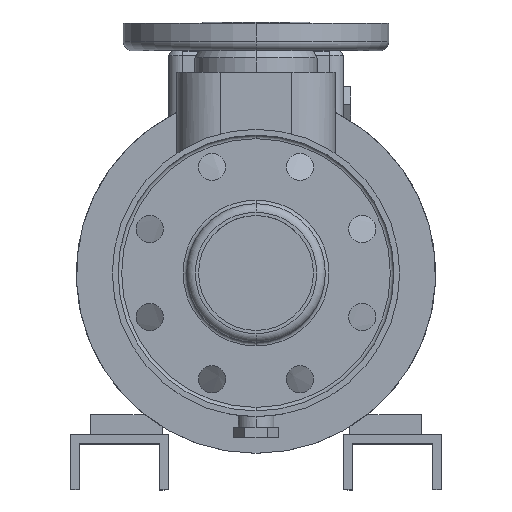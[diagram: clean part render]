
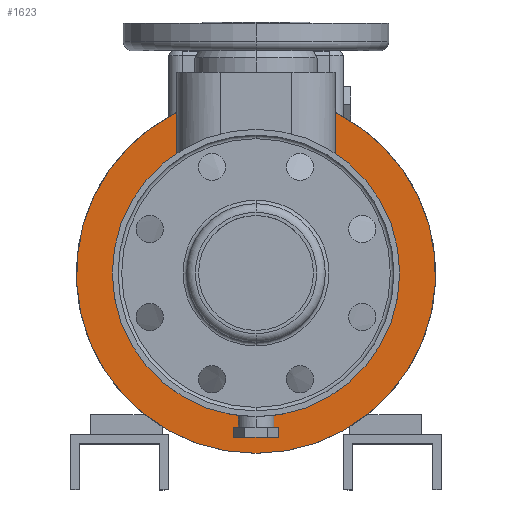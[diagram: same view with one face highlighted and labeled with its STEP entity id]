
A CAD part, top view. The second image highlights one B-rep face of the part: STEP entity #1623.
In plain terms, the highlighted planar face has unit normal (0, 0, 1).
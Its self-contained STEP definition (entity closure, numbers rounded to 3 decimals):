
#8 = CARTESIAN_POINT ( 'NONE',  ( 55., -125.002, -58. ) ) ;
#226 = DIRECTION ( 'NONE',  ( 0., 0., 1. ) ) ;
#341 = EDGE_LOOP ( 'NONE', ( #11208, #547, #11922, #11777, #759, #2914 ) ) ;
#547 = ORIENTED_EDGE ( 'NONE', *, *, #8313, .F. ) ;
#759 = ORIENTED_EDGE ( 'NONE', *, *, #9079, .T. ) ;
#827 = CARTESIAN_POINT ( 'NONE',  ( 0., -125., -58. ) ) ;
#896 = AXIS2_PLACEMENT_3D ( 'NONE', #4677, #12197, #11347 ) ;
#1409 = DIRECTION ( 'NONE',  ( 0., 0., -1. ) ) ;
#1513 = DIRECTION ( 'NONE',  ( 0., 1., 0. ) ) ;
#1535 = CARTESIAN_POINT ( 'NONE',  ( 55., 79.9, -58. ) ) ;
#1623 = ADVANCED_FACE ( 'NONE', ( #3742 ), #11046, .F. ) ;
#1913 = VECTOR ( 'NONE', #4400, 1000. ) ;
#1975 = DIRECTION ( 'NONE',  ( 0., 0., 1. ) ) ;
#2034 = CIRCLE ( 'NONE', #896, 97. ) ;
#2104 = AXIS2_PLACEMENT_3D ( 'NONE', #9494, #1975, #2118 ) ;
#2118 = DIRECTION ( 'NONE',  ( 0., -1., 0. ) ) ;
#2245 = EDGE_CURVE ( 'NONE', #9202, #9212, #7764, .T. ) ;
#2914 = ORIENTED_EDGE ( 'NONE', *, *, #10780, .T. ) ;
#3280 = CARTESIAN_POINT ( 'NONE',  ( 0., 0., -58. ) ) ;
#3742 = FACE_OUTER_BOUND ( 'NONE', #341, .T. ) ;
#4189 = EDGE_CURVE ( 'NONE', #6006, #10351, #4614, .T. ) ;
#4400 = DIRECTION ( 'NONE',  ( 0., 1., 0. ) ) ;
#4614 = LINE ( 'NONE', #10867, #8878 ) ;
#4677 = CARTESIAN_POINT ( 'NONE',  ( 0., 0., -58. ) ) ;
#4713 = DIRECTION ( 'NONE',  ( 0., 1., 0. ) ) ;
#4766 = CARTESIAN_POINT ( 'NONE',  ( 55., 112.25, -58. ) ) ;
#4790 = VERTEX_POINT ( 'NONE', #827 ) ;
#5558 = CARTESIAN_POINT ( 'NONE',  ( -55., 112.25, -58. ) ) ;
#5845 = CARTESIAN_POINT ( 'NONE',  ( -55., 79.9, -58. ) ) ;
#6006 = VERTEX_POINT ( 'NONE', #5845 ) ;
#6156 = AXIS2_PLACEMENT_3D ( 'NONE', #8019, #1409, #4713 ) ;
#6449 = EDGE_CURVE ( 'NONE', #6006, #13563, #2034, .T. ) ;
#6803 = CIRCLE ( 'NONE', #7243, 97. ) ;
#7243 = AXIS2_PLACEMENT_3D ( 'NONE', #3280, #226, #7555 ) ;
#7555 = DIRECTION ( 'NONE',  ( 0., -1., 0. ) ) ;
#7764 = LINE ( 'NONE', #8, #1913 ) ;
#8019 = CARTESIAN_POINT ( 'NONE',  ( 0., 97., -58. ) ) ;
#8153 = CIRCLE ( 'NONE', #2104, 125. ) ;
#8313 = EDGE_CURVE ( 'NONE', #13563, #9202, #6803, .T. ) ;
#8649 = CARTESIAN_POINT ( 'NONE',  ( 0., 0., -58. ) ) ;
#8663 = CARTESIAN_POINT ( 'NONE',  ( 0., -97., -58. ) ) ;
#8878 = VECTOR ( 'NONE', #1513, 1000. ) ;
#9079 = EDGE_CURVE ( 'NONE', #10351, #4790, #11303, .T. ) ;
#9202 = VERTEX_POINT ( 'NONE', #1535 ) ;
#9212 = VERTEX_POINT ( 'NONE', #4766 ) ;
#9494 = CARTESIAN_POINT ( 'NONE',  ( 0., 0., -58. ) ) ;
#9840 = DIRECTION ( 'NONE',  ( 0., 0., 1. ) ) ;
#10351 = VERTEX_POINT ( 'NONE', #5558 ) ;
#10780 = EDGE_CURVE ( 'NONE', #4790, #9212, #8153, .T. ) ;
#10867 = CARTESIAN_POINT ( 'NONE',  ( -55., -125.002, -58. ) ) ;
#11046 = PLANE ( 'NONE',  #6156 ) ;
#11089 = AXIS2_PLACEMENT_3D ( 'NONE', #8649, #9840, #11873 ) ;
#11208 = ORIENTED_EDGE ( 'NONE', *, *, #2245, .F. ) ;
#11303 = CIRCLE ( 'NONE', #11089, 125. ) ;
#11347 = DIRECTION ( 'NONE',  ( 0., -1., 0. ) ) ;
#11777 = ORIENTED_EDGE ( 'NONE', *, *, #4189, .T. ) ;
#11873 = DIRECTION ( 'NONE',  ( 0., -1., 0. ) ) ;
#11922 = ORIENTED_EDGE ( 'NONE', *, *, #6449, .F. ) ;
#12197 = DIRECTION ( 'NONE',  ( 0., 0., 1. ) ) ;
#13563 = VERTEX_POINT ( 'NONE', #8663 ) ;
